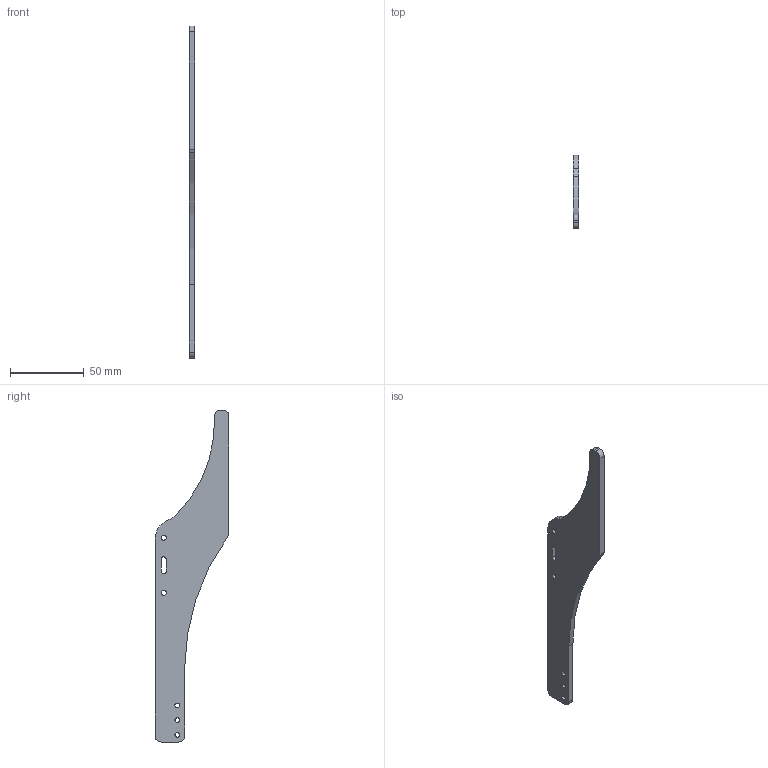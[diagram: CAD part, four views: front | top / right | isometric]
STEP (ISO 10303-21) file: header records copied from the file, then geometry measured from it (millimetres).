
FILE_DESCRIPTION(/* description */ (''),/* implementation_level */ '2;1');
FILE_NAME(/* name */ '',/* time_stamp */ '2024-11-21T17:12:48+03:00',/* author */ ('Phantom'),/* organization */ (''),/* preprocessor_version */ 'ST-DEVELOPER v20',/* originating_system */ 'Autodesk Inventor 2025',/* authorisation */ '');
FILE_SCHEMA (('AUTOMOTIVE_DESIGN { 1 0 10303 214 3 1 1 }'));
Length unit declared in the file: millimetre
Products named in the file (1): клешня сос
Bounding box: 4 x 50 x 225.33 mm (x, y, z)
Volume: 21578.9 mm3; surface area: 13084.8 mm2
Topology: 1 solids, 1 shells, 28 faces, 83 edges, 64 vertices
Faces by surface type: cylinder 16, plane 9, cone 3
Full cylindrical faces by diameter (mm): 3.2 x3, 3.5 x2
Entity records: 1025 total; most frequent: DIRECTION 174, CARTESIAN_POINT 171, ORIENTED_EDGE 156, EDGE_CURVE 78, AXIS2_PLACEMENT_3D 67, VERTEX_POINT 52, EDGE_LOOP 40, LINE 40
